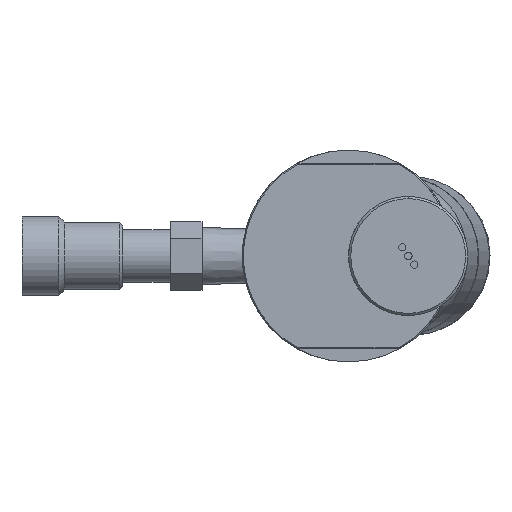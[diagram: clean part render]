
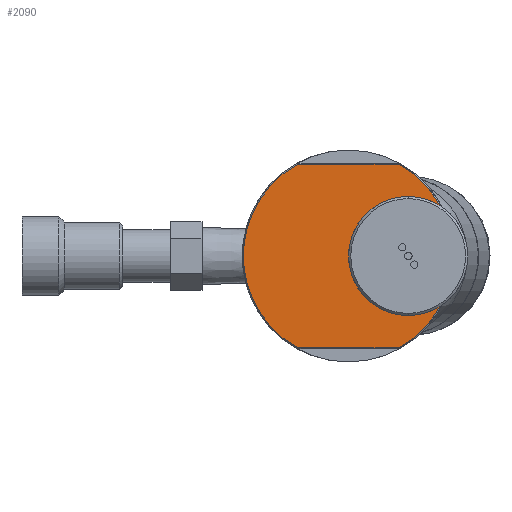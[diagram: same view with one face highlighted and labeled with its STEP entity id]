
A CAD part, left-side view. The second image highlights one B-rep face of the part: STEP entity #2090.
In plain terms, the highlighted planar face has unit normal (-1, 0, 0).
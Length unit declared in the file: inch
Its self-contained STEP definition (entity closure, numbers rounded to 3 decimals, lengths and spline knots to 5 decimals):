
#29 = VECTOR ( 'NONE', #1358, 39.37008 ) ;
#31 = FACE_OUTER_BOUND ( 'NONE', #545, .T. ) ;
#69 = CIRCLE ( 'NONE', #998, 0.99 ) ;
#70 = DIRECTION ( 'NONE',  ( -1., 0., 0. ) ) ;
#79 = EDGE_CURVE ( 'NONE', #1043, #669, #744, .T. ) ;
#80 = ORIENTED_EDGE ( 'NONE', *, *, #2498, .F. ) ;
#117 = VERTEX_POINT ( 'NONE', #1365 ) ;
#124 = ORIENTED_EDGE ( 'NONE', *, *, #79, .F. ) ;
#244 = CARTESIAN_POINT ( 'NONE',  ( -4.8, -0.48153, 0.865 ) ) ;
#403 = VERTEX_POINT ( 'NONE', #474 ) ;
#422 = VERTEX_POINT ( 'NONE', #244 ) ;
#430 = DIRECTION ( 'NONE',  ( -1., 0., 0. ) ) ;
#474 = CARTESIAN_POINT ( 'NONE',  ( -4.8, 0.48153, -0.865 ) ) ;
#496 = DIRECTION ( 'NONE',  ( 0., 0., 1. ) ) ;
#545 = EDGE_LOOP ( 'NONE', ( #1612, #763, #2503, #2648 ) ) ;
#669 = VERTEX_POINT ( 'NONE', #2633 ) ;
#738 = EDGE_CURVE ( 'NONE', #117, #422, #1496, .T. ) ;
#744 = CIRCLE ( 'NONE', #2773, 0.32188 ) ;
#763 = ORIENTED_EDGE ( 'NONE', *, *, #2299, .T. ) ;
#807 = VECTOR ( 'NONE', #2581, 39.37008 ) ;
#952 = AXIS2_PLACEMENT_3D ( 'NONE', #2682, #2939, #2054 ) ;
#967 = CARTESIAN_POINT ( 'NONE',  ( -4.8, -0.566, 0.32188 ) ) ;
#970 = AXIS2_PLACEMENT_3D ( 'NONE', #2378, #1470, #1954 ) ;
#984 = CARTESIAN_POINT ( 'NONE',  ( -4.8, 0.48412, 0.865 ) ) ;
#998 = AXIS2_PLACEMENT_3D ( 'NONE', #2063, #2245, #2935 ) ;
#1043 = VERTEX_POINT ( 'NONE', #967 ) ;
#1053 = CIRCLE ( 'NONE', #2379, 0.32188 ) ;
#1144 = CARTESIAN_POINT ( 'NONE',  ( -4.8, -0.566, 0. ) ) ;
#1282 = EDGE_CURVE ( 'NONE', #2590, #403, #69, .T. ) ;
#1305 = LINE ( 'NONE', #1606, #29 ) ;
#1358 = DIRECTION ( 'NONE',  ( 0., -1., 0. ) ) ;
#1365 = CARTESIAN_POINT ( 'NONE',  ( -4.8, -0.48153, -0.865 ) ) ;
#1422 = LINE ( 'NONE', #984, #807 ) ;
#1470 = DIRECTION ( 'NONE',  ( -1., 0., 0. ) ) ;
#1495 = FACE_BOUND ( 'NONE', #2219, .T. ) ;
#1496 = CIRCLE ( 'NONE', #952, 0.99 ) ;
#1606 = CARTESIAN_POINT ( 'NONE',  ( -4.8, -0.48412, -0.865 ) ) ;
#1612 = ORIENTED_EDGE ( 'NONE', *, *, #1282, .T. ) ;
#1700 = CARTESIAN_POINT ( 'NONE',  ( -4.8, 0.48153, 0.865 ) ) ;
#1954 = DIRECTION ( 'NONE',  ( 0., 0., 1. ) ) ;
#2054 = DIRECTION ( 'NONE',  ( 0., 0., 1. ) ) ;
#2063 = CARTESIAN_POINT ( 'NONE',  ( -4.8, 0., 0. ) ) ;
#2090 = ADVANCED_FACE ( 'NONE', ( #1495, #31 ), #2605, .T. ) ;
#2093 = CARTESIAN_POINT ( 'NONE',  ( -4.8, -0.566, 0. ) ) ;
#2136 = EDGE_CURVE ( 'NONE', #422, #2590, #1422, .T. ) ;
#2219 = EDGE_LOOP ( 'NONE', ( #124, #80 ) ) ;
#2245 = DIRECTION ( 'NONE',  ( -1., 0., 0. ) ) ;
#2299 = EDGE_CURVE ( 'NONE', #403, #117, #1305, .T. ) ;
#2378 = CARTESIAN_POINT ( 'NONE',  ( -4.8, 0., 0. ) ) ;
#2379 = AXIS2_PLACEMENT_3D ( 'NONE', #2093, #70, #496 ) ;
#2498 = EDGE_CURVE ( 'NONE', #669, #1043, #1053, .T. ) ;
#2503 = ORIENTED_EDGE ( 'NONE', *, *, #738, .T. ) ;
#2581 = DIRECTION ( 'NONE',  ( 0., 1., 0. ) ) ;
#2590 = VERTEX_POINT ( 'NONE', #1700 ) ;
#2605 = PLANE ( 'NONE',  #970 ) ;
#2633 = CARTESIAN_POINT ( 'NONE',  ( -4.8, -0.566, -0.32188 ) ) ;
#2648 = ORIENTED_EDGE ( 'NONE', *, *, #2136, .T. ) ;
#2682 = CARTESIAN_POINT ( 'NONE',  ( -4.8, 0., 0. ) ) ;
#2750 = DIRECTION ( 'NONE',  ( 0., 0., 1. ) ) ;
#2773 = AXIS2_PLACEMENT_3D ( 'NONE', #1144, #430, #2750 ) ;
#2935 = DIRECTION ( 'NONE',  ( 0., 0., 1. ) ) ;
#2939 = DIRECTION ( 'NONE',  ( -1., 0., 0. ) ) ;
